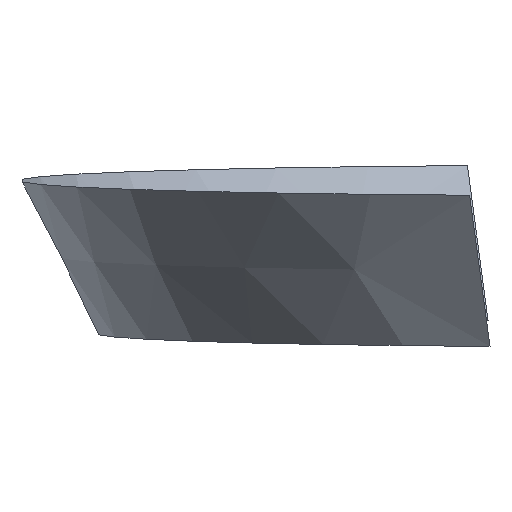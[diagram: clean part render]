
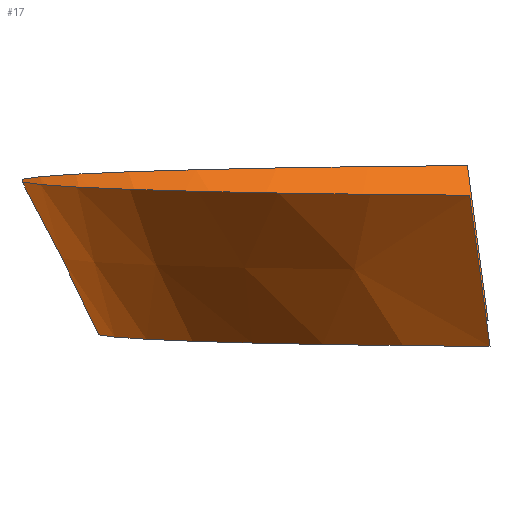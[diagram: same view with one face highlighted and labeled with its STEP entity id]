
A CAD part, left-side view. The second image highlights one B-rep face of the part: STEP entity #17.
In plain terms, the highlighted conical face has half-angle 26.561 degrees and reference radius 7.499 mm.
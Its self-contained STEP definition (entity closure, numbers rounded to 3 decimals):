
#17 = ADVANCED_FACE('',(#18),#33,.T.);
#18 = FACE_BOUND('',#19,.T.);
#19 = EDGE_LOOP('',(#20,#66,#104,#143));
#20 = ORIENTED_EDGE('',*,*,#21,.F.);
#21 = EDGE_CURVE('',#22,#24,#26,.T.);
#22 = VERTEX_POINT('',#23);
#23 = CARTESIAN_POINT('',(-6.717,-0.147,
    -1.169));
#24 = VERTEX_POINT('',#25);
#25 = CARTESIAN_POINT('',(6.768,-0.121,-0.83
    ));
#26 = SURFACE_CURVE('',#27,(#32),.PCURVE_S1.);
#27 = CIRCLE('',#28,6.999);
#28 = AXIS2_PLACEMENT_3D('',#29,#30,#31);
#29 = CARTESIAN_POINT('',(0.029,-2.004,
    -0.999));
#30 = DIRECTION('',(0.025,0.,-1.
    ));
#31 = DIRECTION('',(-0.964,0.265,-0.024)
  );
#32 = PCURVE('',#33,#38);
#33 = CONICAL_SURFACE('',#34,7.499,0.464);
#34 = AXIS2_PLACEMENT_3D('',#35,#36,#37);
#35 = CARTESIAN_POINT('',(0.004,-2.003,
    0.001));
#36 = DIRECTION('',(-0.025,0.,1.)
  );
#37 = DIRECTION('',(-0.971,-0.236,-0.024)
  );
#38 = DEFINITIONAL_REPRESENTATION('',(#39),#65);
#39 = B_SPLINE_CURVE_WITH_KNOTS('',3,(#40,#41,#42,#43,#44,#45,#46,#47,
    #48,#49,#50,#51,#52,#53,#54,#55,#56,#57,#58,#59,#60,#61,#62,#63,#64)
  ,.UNSPECIFIED.,.F.,.F.,(4,1,1,1,1,1,1,1,1,1,1,1,1,1,1,1,1,1,1,1,1,1,4)
  ,(0.,0.118,0.236,0.355,0.473,
    0.591,0.709,0.827,0.946,
    1.064,1.182,1.3,1.419,
    1.537,1.655,1.773,1.891,
    2.01,2.128,2.246,2.364,
    2.482,2.601),.QUASI_UNIFORM_KNOTS.);
#40 = CARTESIAN_POINT('',(5.776,-1.));
#41 = CARTESIAN_POINT('',(5.737,-1.));
#42 = CARTESIAN_POINT('',(5.658,-1.));
#43 = CARTESIAN_POINT('',(5.54,-1.));
#44 = CARTESIAN_POINT('',(5.421,-1.));
#45 = CARTESIAN_POINT('',(5.303,-1.));
#46 = CARTESIAN_POINT('',(5.185,-1.));
#47 = CARTESIAN_POINT('',(5.067,-1.));
#48 = CARTESIAN_POINT('',(4.948,-1.));
#49 = CARTESIAN_POINT('',(4.83,-1.));
#50 = CARTESIAN_POINT('',(4.712,-1.));
#51 = CARTESIAN_POINT('',(4.594,-1.));
#52 = CARTESIAN_POINT('',(4.476,-1.));
#53 = CARTESIAN_POINT('',(4.357,-1.));
#54 = CARTESIAN_POINT('',(4.239,-1.));
#55 = CARTESIAN_POINT('',(4.121,-1.));
#56 = CARTESIAN_POINT('',(4.003,-1.));
#57 = CARTESIAN_POINT('',(3.885,-1.));
#58 = CARTESIAN_POINT('',(3.766,-1.));
#59 = CARTESIAN_POINT('',(3.648,-1.));
#60 = CARTESIAN_POINT('',(3.53,-1.));
#61 = CARTESIAN_POINT('',(3.412,-1.));
#62 = CARTESIAN_POINT('',(3.293,-1.));
#63 = CARTESIAN_POINT('',(3.215,-1.));
#64 = CARTESIAN_POINT('',(3.175,-1.));
#65 = ( GEOMETRIC_REPRESENTATION_CONTEXT(2) 
PARAMETRIC_REPRESENTATION_CONTEXT() REPRESENTATION_CONTEXT('2D SPACE',''
  ) );
#66 = ORIENTED_EDGE('',*,*,#67,.F.);
#67 = EDGE_CURVE('',#68,#22,#70,.T.);
#68 = VERTEX_POINT('',#69);
#69 = CARTESIAN_POINT('',(-7.731,0.12,0.806)
  );
#70 = SURFACE_CURVE('',#71,(#75),.PCURVE_S1.);
#71 = LINE('',#72,#73);
#72 = CARTESIAN_POINT('',(-7.731,0.12,0.806));
#73 = VECTOR('',#74,1.);
#74 = DIRECTION('',(0.453,-0.119,-0.883));
#75 = PCURVE('',#33,#76);
#76 = DEFINITIONAL_REPRESENTATION('',(#77),#103);
#77 = B_SPLINE_CURVE_WITH_KNOTS('',3,(#78,#79,#80,#81,#82,#83,#84,#85,
    #86,#87,#88,#89,#90,#91,#92,#93,#94,#95,#96,#97,#98,#99,#100,#101,
    #102),.UNSPECIFIED.,.F.,.F.,(4,1,1,1,1,1,1,1,1,1,1,1,1,1,1,1,1,1,1,1
    ,1,1,4),(0.,0.102,0.203,0.305,
    0.407,0.508,0.61,0.711,
    0.813,0.915,1.016,1.118,
    1.22,1.321,1.423,1.525,
    1.626,1.728,1.83,1.931,
    2.033,2.134,2.236),
  .QUASI_UNIFORM_KNOTS.);
#78 = CARTESIAN_POINT('',(5.776,1.));
#79 = CARTESIAN_POINT('',(5.776,0.97));
#80 = CARTESIAN_POINT('',(5.776,0.909));
#81 = CARTESIAN_POINT('',(5.776,0.818));
#82 = CARTESIAN_POINT('',(5.776,0.727));
#83 = CARTESIAN_POINT('',(5.776,0.636));
#84 = CARTESIAN_POINT('',(5.776,0.545));
#85 = CARTESIAN_POINT('',(5.776,0.455));
#86 = CARTESIAN_POINT('',(5.776,0.364));
#87 = CARTESIAN_POINT('',(5.776,0.273));
#88 = CARTESIAN_POINT('',(5.776,0.182));
#89 = CARTESIAN_POINT('',(5.776,0.091));
#90 = CARTESIAN_POINT('',(5.776,0.));
#91 = CARTESIAN_POINT('',(5.776,-0.091));
#92 = CARTESIAN_POINT('',(5.776,-0.182));
#93 = CARTESIAN_POINT('',(5.776,-0.273));
#94 = CARTESIAN_POINT('',(5.776,-0.364));
#95 = CARTESIAN_POINT('',(5.776,-0.455));
#96 = CARTESIAN_POINT('',(5.776,-0.545));
#97 = CARTESIAN_POINT('',(5.776,-0.636));
#98 = CARTESIAN_POINT('',(5.776,-0.727));
#99 = CARTESIAN_POINT('',(5.776,-0.818));
#100 = CARTESIAN_POINT('',(5.776,-0.909));
#101 = CARTESIAN_POINT('',(5.776,-0.97));
#102 = CARTESIAN_POINT('',(5.776,-1.));
#103 = ( GEOMETRIC_REPRESENTATION_CONTEXT(2) 
PARAMETRIC_REPRESENTATION_CONTEXT() REPRESENTATION_CONTEXT('2D SPACE',''
  ) );
#104 = ORIENTED_EDGE('',*,*,#105,.F.);
#105 = EDGE_CURVE('',#106,#68,#108,.T.);
#106 = VERTEX_POINT('',#107);
#107 = CARTESIAN_POINT('',(7.68,0.148,1.193)
  );
#108 = SURFACE_CURVE('',#109,(#114),.PCURVE_S1.);
#109 = CIRCLE('',#110,7.999);
#110 = AXIS2_PLACEMENT_3D('',#111,#112,#113);
#111 = CARTESIAN_POINT('',(-0.021,-2.003,
    1.001));
#112 = DIRECTION('',(-0.025,0.,1.
    ));
#113 = DIRECTION('',(0.963,0.269,0.024));
#114 = PCURVE('',#33,#115);
#115 = DEFINITIONAL_REPRESENTATION('',(#116),#142);
#116 = B_SPLINE_CURVE_WITH_KNOTS('',3,(#117,#118,#119,#120,#121,#122,
    #123,#124,#125,#126,#127,#128,#129,#130,#131,#132,#133,#134,#135,
    #136,#137,#138,#139,#140,#141),.UNSPECIFIED.,.F.,.F.,(4,1,1,1,1,1,1,
    1,1,1,1,1,1,1,1,1,1,1,1,1,1,1,4),(0.,0.118,0.236,
    0.355,0.473,0.591,0.709,
    0.827,0.946,1.064,1.182,
    1.3,1.419,1.537,1.655,
    1.773,1.891,2.01,2.128,
    2.246,2.364,2.482,2.601),
  .QUASI_UNIFORM_KNOTS.);
#117 = CARTESIAN_POINT('',(3.175,1.));
#118 = CARTESIAN_POINT('',(3.215,1.));
#119 = CARTESIAN_POINT('',(3.293,1.));
#120 = CARTESIAN_POINT('',(3.412,1.));
#121 = CARTESIAN_POINT('',(3.53,1.));
#122 = CARTESIAN_POINT('',(3.648,1.));
#123 = CARTESIAN_POINT('',(3.766,1.));
#124 = CARTESIAN_POINT('',(3.885,1.));
#125 = CARTESIAN_POINT('',(4.003,1.));
#126 = CARTESIAN_POINT('',(4.121,1.));
#127 = CARTESIAN_POINT('',(4.239,1.));
#128 = CARTESIAN_POINT('',(4.357,1.));
#129 = CARTESIAN_POINT('',(4.476,1.));
#130 = CARTESIAN_POINT('',(4.594,1.));
#131 = CARTESIAN_POINT('',(4.712,1.));
#132 = CARTESIAN_POINT('',(4.83,1.));
#133 = CARTESIAN_POINT('',(4.948,1.));
#134 = CARTESIAN_POINT('',(5.067,1.));
#135 = CARTESIAN_POINT('',(5.185,1.));
#136 = CARTESIAN_POINT('',(5.303,1.));
#137 = CARTESIAN_POINT('',(5.421,1.));
#138 = CARTESIAN_POINT('',(5.54,1.));
#139 = CARTESIAN_POINT('',(5.658,1.));
#140 = CARTESIAN_POINT('',(5.737,1.));
#141 = CARTESIAN_POINT('',(5.776,1.));
#142 = ( GEOMETRIC_REPRESENTATION_CONTEXT(2) 
PARAMETRIC_REPRESENTATION_CONTEXT() REPRESENTATION_CONTEXT('2D SPACE',''
  ) );
#143 = ORIENTED_EDGE('',*,*,#144,.F.);
#144 = EDGE_CURVE('',#24,#106,#145,.T.);
#145 = SURFACE_CURVE('',#146,(#150),.PCURVE_S1.);
#146 = LINE('',#147,#148);
#147 = CARTESIAN_POINT('',(6.768,-0.121,
    -0.83));
#148 = VECTOR('',#149,1.);
#149 = DIRECTION('',(0.408,0.121,0.905));
#150 = PCURVE('',#33,#151);
#151 = DEFINITIONAL_REPRESENTATION('',(#152),#178);
#152 = B_SPLINE_CURVE_WITH_KNOTS('',3,(#153,#154,#155,#156,#157,#158,
    #159,#160,#161,#162,#163,#164,#165,#166,#167,#168,#169,#170,#171,
    #172,#173,#174,#175,#176,#177),.UNSPECIFIED.,.F.,.F.,(4,1,1,1,1,1,1,
    1,1,1,1,1,1,1,1,1,1,1,1,1,1,1,4),(-0.,0.102,0.203,
    0.305,0.407,0.508,0.61,
    0.711,0.813,0.915,1.016,
    1.118,1.22,1.321,1.423,
    1.525,1.626,1.728,1.83,
    1.931,2.033,2.134,2.236),
  .QUASI_UNIFORM_KNOTS.);
#153 = CARTESIAN_POINT('',(3.175,-1.));
#154 = CARTESIAN_POINT('',(3.175,-0.97));
#155 = CARTESIAN_POINT('',(3.175,-0.909));
#156 = CARTESIAN_POINT('',(3.175,-0.818));
#157 = CARTESIAN_POINT('',(3.175,-0.727));
#158 = CARTESIAN_POINT('',(3.175,-0.636));
#159 = CARTESIAN_POINT('',(3.175,-0.545));
#160 = CARTESIAN_POINT('',(3.175,-0.455));
#161 = CARTESIAN_POINT('',(3.175,-0.364));
#162 = CARTESIAN_POINT('',(3.175,-0.273));
#163 = CARTESIAN_POINT('',(3.175,-0.182));
#164 = CARTESIAN_POINT('',(3.175,-0.091));
#165 = CARTESIAN_POINT('',(3.175,0.));
#166 = CARTESIAN_POINT('',(3.175,0.091));
#167 = CARTESIAN_POINT('',(3.175,0.182));
#168 = CARTESIAN_POINT('',(3.175,0.273));
#169 = CARTESIAN_POINT('',(3.175,0.364));
#170 = CARTESIAN_POINT('',(3.175,0.455));
#171 = CARTESIAN_POINT('',(3.175,0.545));
#172 = CARTESIAN_POINT('',(3.175,0.636));
#173 = CARTESIAN_POINT('',(3.175,0.727));
#174 = CARTESIAN_POINT('',(3.175,0.818));
#175 = CARTESIAN_POINT('',(3.175,0.909));
#176 = CARTESIAN_POINT('',(3.175,0.97));
#177 = CARTESIAN_POINT('',(3.175,1.));
#178 = ( GEOMETRIC_REPRESENTATION_CONTEXT(2) 
PARAMETRIC_REPRESENTATION_CONTEXT() REPRESENTATION_CONTEXT('2D SPACE',''
  ) );
